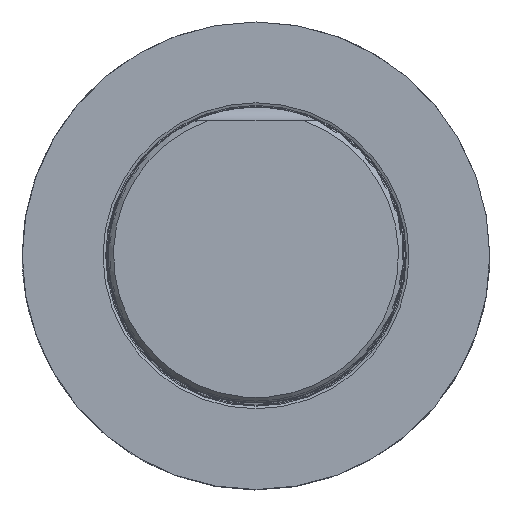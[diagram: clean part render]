
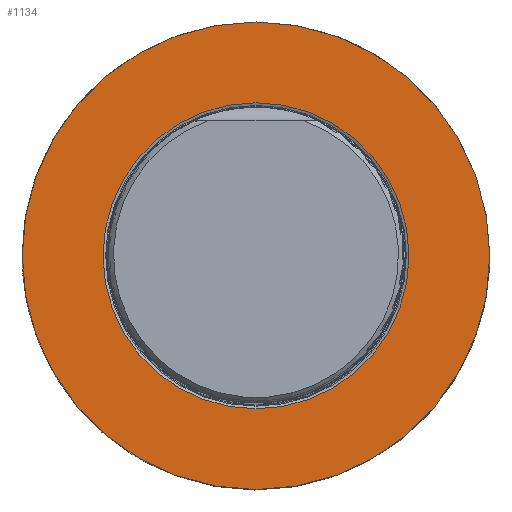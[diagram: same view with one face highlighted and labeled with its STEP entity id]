
A CAD part, top view. The second image highlights one B-rep face of the part: STEP entity #1134.
In plain terms, the highlighted face is planar.
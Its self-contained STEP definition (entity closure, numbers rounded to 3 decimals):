
#218=FACE_BOUND('',#2152,.T.);
#219=FACE_BOUND('',#2153,.T.);
#966=CIRCLE('',#7572,40.);
#967=CIRCLE('',#7576,26.175);
#1134=ADVANCED_FACE('TB_IB_SU_5',(#218,#219),#1554,.T.);
#1554=PLANE('',#7577);
#2152=EDGE_LOOP('',(#2816));
#2153=EDGE_LOOP('',(#2817));
#2816=ORIENTED_EDGE('',*,*,#5502,.T.);
#2817=ORIENTED_EDGE('',*,*,#5511,.T.);
#4798=VERTEX_POINT('',#14592);
#4805=VERTEX_POINT('',#14672);
#5502=EDGE_CURVE('',#4798,#4798,#966,.T.);
#5511=EDGE_CURVE('',#4805,#4805,#967,.T.);
#7572=AXIS2_PLACEMENT_3D('',#14591,#8424,#8425);
#7576=AXIS2_PLACEMENT_3D('',#14671,#8432,#8433);
#7577=AXIS2_PLACEMENT_3D('',#14673,#8434,#8435);
#8424=DIRECTION('',(0.,1.,0.));
#8425=DIRECTION('',(0.,0.,1.));
#8432=DIRECTION('',(0.,-1.,0.));
#8433=DIRECTION('',(0.,0.,1.));
#8434=DIRECTION('',(0.,1.,0.));
#8435=DIRECTION('',(0.,0.,1.));
#14591=CARTESIAN_POINT('',(0.,0.,0.));
#14592=CARTESIAN_POINT('',(0.,0.,40.));
#14671=CARTESIAN_POINT('',(0.,0.,0.));
#14672=CARTESIAN_POINT('',(0.,0.,26.175));
#14673=CARTESIAN_POINT('',(0.,0.,0.));
